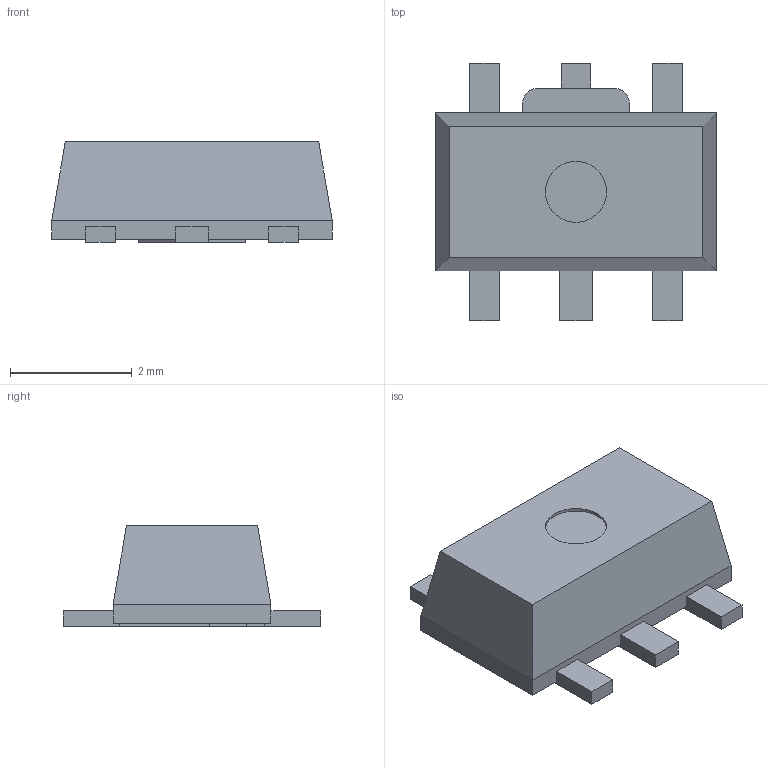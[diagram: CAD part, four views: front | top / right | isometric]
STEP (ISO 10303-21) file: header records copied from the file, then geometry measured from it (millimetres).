
FILE_DESCRIPTION (( 'STEP AP214' ), '1' );
FILE_NAME ('TOR_SOT89-5.STEP', '2023-03-26T19:26:22', ( '' ), ( '' ), 'SwSTEP 2.0', 'SolidWorks 2023', '' );
FILE_SCHEMA (( 'AUTOMOTIVE_DESIGN' ));
Length unit declared in the file: millimetre
Products named in the file (1): TOR_SOT89-5
Bounding box: 4.6 x 4.22 x 1.65 mm (x, y, z)
Volume: 18 mm3; surface area: 63.7 mm2
Topology: 13 solids, 13 shells, 95 faces, 200 edges, 132 vertices
Faces by surface type: plane 89, cylinder 6
Entity records: 3682 total; most frequent: CARTESIAN_POINT 464, ORIENTED_EDGE 400, DIRECTION 392, EDGE_CURVE 200, LINE 176, VECTOR 176, VERTEX_POINT 132, UNCERTAINTY_MEASURE_WITH_UNIT 109
